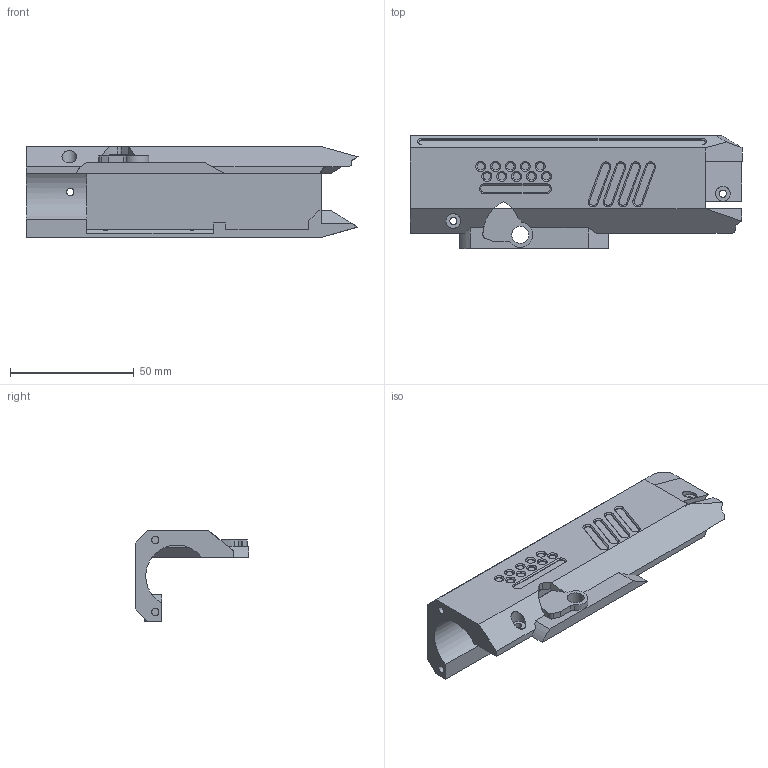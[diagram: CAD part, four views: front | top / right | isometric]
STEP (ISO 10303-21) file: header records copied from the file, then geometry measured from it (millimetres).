
FILE_DESCRIPTION(/* description */ (''),/* implementation_level */ '2;1');
FILE_NAME(/* name */ 'leftmonolithicsf v5.step',/* time_stamp */ '2022-11-20T15:13:38-05:00',/* author */ (''),/* organization */ (''),/* preprocessor_version */ 'ST-DEVELOPER v19.2',/* originating_system */ 'Autodesk Translation Framework v11.17.0.187',/* authorisation */ '');
FILE_SCHEMA (('AUTOMOTIVE_DESIGN { 1 0 10303 214 3 1 1 }'));
Length unit declared in the file: millimetre
Products named in the file (1): leftmonolithicsf
Bounding box: 133.89 x 45.6 x 36.6 mm (x, y, z)
Volume: 40727.7 mm3; surface area: 24321.2 mm2
Topology: 1 solids, 1 shells, 212 faces, 546 edges, 352 vertices
Faces by surface type: plane 135, cylinder 48, cone 29
Full cylindrical faces by diameter (mm): 2.9 x5, 3 x10, 3.9 x2, 6 x2, 6.85 x1
Entity records: 6692 total; most frequent: CARTESIAN_POINT 1154, DIRECTION 1119, ORIENTED_EDGE 1092, EDGE_CURVE 546, LINE 387, VECTOR 387, AXIS2_PLACEMENT_3D 366, VERTEX_POINT 352
